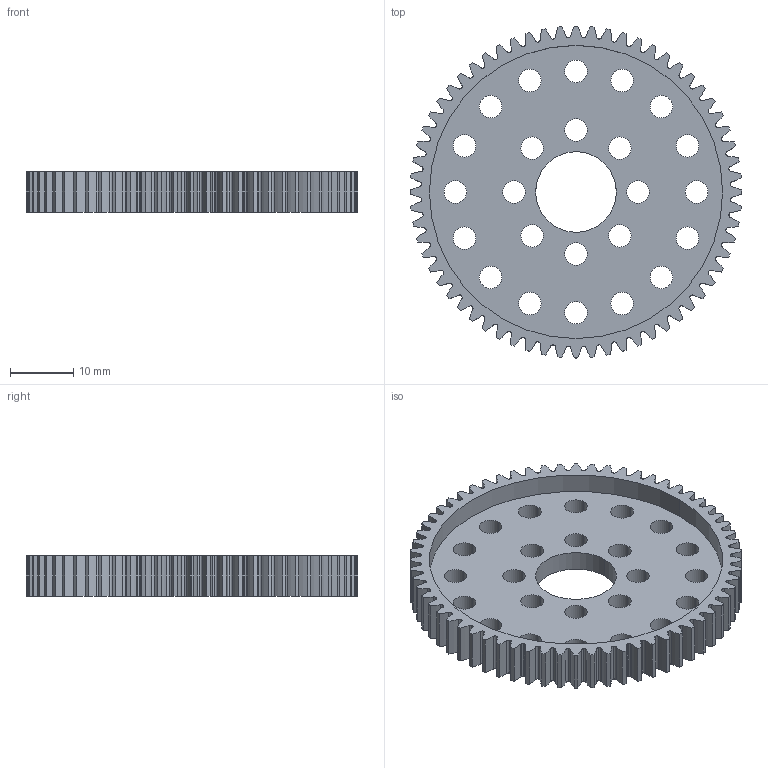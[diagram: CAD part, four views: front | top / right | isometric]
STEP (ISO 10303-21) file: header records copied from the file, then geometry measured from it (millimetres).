
FILE_DESCRIPTION (( 'STEP AP203' ), '1' );
FILE_NAME ('615194.STEP', '2016-10-04T20:21:24', ( '' ), ( '' ), 'SwSTEP 2.0', 'SolidWorks 2014', '' );
FILE_SCHEMA (( 'CONFIG_CONTROL_DESIGN' ));
Length unit declared in the file: millimetre
Products named in the file (1): 615194
Bounding box: 52.39 x 52.39 x 6.35 mm (x, y, z)
Volume: 6321.1 mm3; surface area: 6726 mm2
Topology: 1 solids, 1 shells, 568 faces, 1695 edges, 1130 vertices
Faces by surface type: bspline 256, cylinder 181, plane 131
Entity records: 27410 total; most frequent: CARTESIAN_POINT 13378, ORIENTED_EDGE 3390, DIRECTION 2171, EDGE_CURVE 1695, VERTEX_POINT 1130, LINE 821, VECTOR 821, AXIS2_PLACEMENT_3D 675
